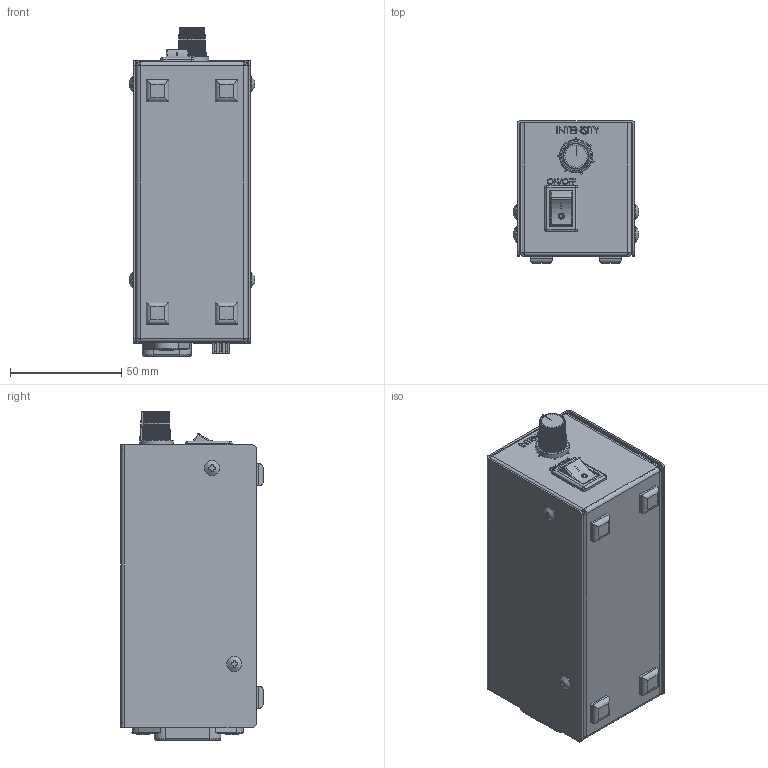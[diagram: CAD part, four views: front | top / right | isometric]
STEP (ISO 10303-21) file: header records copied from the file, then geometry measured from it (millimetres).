
FILE_DESCRIPTION (( 'STEP AP203' ), '1' );
FILE_NAME ('PSR-2410.STEP', '2020-03-23T06:33:08', ( '' ), ( '' ), 'SwSTEP 2.0', 'SolidWorks 2011', '' );
FILE_SCHEMA (( 'CONFIG_CONTROL_DESIGN' ));
Length unit declared in the file: millimetre
Products named in the file (1): PSR-2410
Bounding box: 56.61 x 64 x 147.43 mm (x, y, z)
Surface area: 95758.5 mm2 (no closed solid volume)
Topology: 0 solids, 31 shells, 781 faces, 2777 edges, 1985 vertices
Faces by surface type: plane 523, cone 105, cylinder 93, bspline 49, sphere 7, torus 4
Full cylindrical faces by diameter (mm): 2.6 x1, 6 x2, 6.9 x4, 15 x1
Entity records: 33873 total; most frequent: CARTESIAN_POINT 11165, ORIENTED_EDGE 4570, DIRECTION 4183, EDGE_CURVE 2759, VERTEX_POINT 1979, VECTOR 1893, LINE 1893, AXIS2_PLACEMENT_3D 1145
